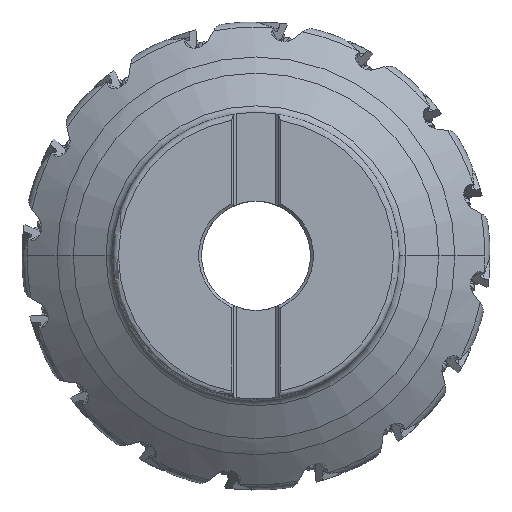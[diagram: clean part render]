
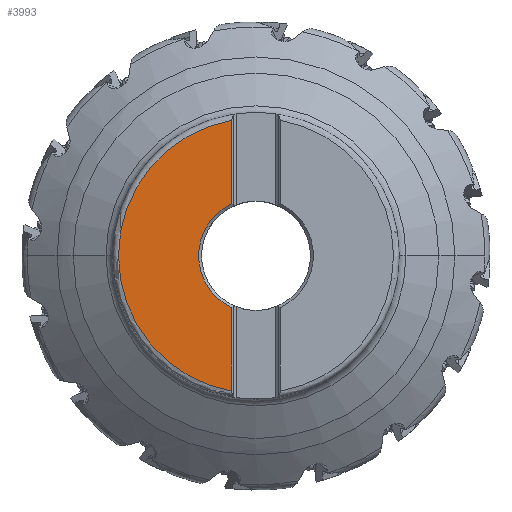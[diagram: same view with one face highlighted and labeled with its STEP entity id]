
A CAD part, top view. The second image highlights one B-rep face of the part: STEP entity #3993.
In plain terms, the highlighted planar face has unit normal (0, 0, 1).
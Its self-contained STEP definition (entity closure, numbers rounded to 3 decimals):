
#1860=FACE_OUTER_BOUND('',#8724,.T.);
#3993=ADVANCED_FACE('',(#1860),#6182,.T.);
#6182=PLANE('',#43014);
#8724=EDGE_LOOP('',(#17209,#17210,#17211,#17212,#17213));
#11149=LINE('',#63412,#13771);
#11151=LINE('',#63440,#13773);
#13771=VECTOR('',#48667,1.);
#13773=VECTOR('',#48679,1.);
#17209=ORIENTED_EDGE('',*,*,#33185,.F.);
#17210=ORIENTED_EDGE('',*,*,#33186,.F.);
#17211=ORIENTED_EDGE('',*,*,#33173,.F.);
#17212=ORIENTED_EDGE('',*,*,#33172,.F.);
#17213=ORIENTED_EDGE('',*,*,#33178,.F.);
#28998=VERTEX_POINT('',#63337);
#28999=VERTEX_POINT('',#63338);
#29000=VERTEX_POINT('',#63340);
#29003=VERTEX_POINT('',#63413);
#29007=VERTEX_POINT('',#63437);
#33172=EDGE_CURVE('',#28998,#28999,#38935,.T.);
#33173=EDGE_CURVE('',#28999,#29000,#38936,.T.);
#33178=EDGE_CURVE('',#29003,#28998,#11149,.T.);
#33185=EDGE_CURVE('',#29007,#29003,#38940,.T.);
#33186=EDGE_CURVE('',#29000,#29007,#11151,.T.);
#38935=CIRCLE('',#43005,48.);
#38936=CIRCLE('',#43006,48.);
#38940=CIRCLE('',#43012,20.015);
#43005=AXIS2_PLACEMENT_3D('',#63336,#48659,#48660);
#43006=AXIS2_PLACEMENT_3D('',#63339,#48661,#48662);
#43012=AXIS2_PLACEMENT_3D('',#63438,#48675,#48676);
#43014=AXIS2_PLACEMENT_3D('',#63441,#48680,#48681);
#48659=DIRECTION('',(0.,0.,-1.));
#48660=DIRECTION('',(-0.176,-0.984,0.));
#48661=DIRECTION('',(0.,0.,-1.));
#48662=DIRECTION('',(-1.,0.,0.));
#48667=DIRECTION('',(0.,-1.,0.));
#48675=DIRECTION('',(0.,0.,1.));
#48676=DIRECTION('',(-0.422,0.907,0.));
#48679=DIRECTION('',(0.,-1.,0.));
#48680=DIRECTION('',(0.,0.,1.));
#48681=DIRECTION('',(1.,0.,0.));
#63336=CARTESIAN_POINT('',(0.,0.,0.));
#63337=CARTESIAN_POINT('',(-8.438,-47.253,0.));
#63338=CARTESIAN_POINT('',(-48.,0.,0.));
#63339=CARTESIAN_POINT('',(0.,0.,0.));
#63340=CARTESIAN_POINT('',(-8.438,47.253,0.));
#63412=CARTESIAN_POINT('',(-8.437,-18.15,0.));
#63413=CARTESIAN_POINT('',(-8.437,-18.15,0.));
#63437=CARTESIAN_POINT('',(-8.437,18.15,0.));
#63438=CARTESIAN_POINT('',(0.,0.,0.));
#63440=CARTESIAN_POINT('',(-8.438,47.253,0.));
#63441=CARTESIAN_POINT('',(-28.219,0.,0.));
